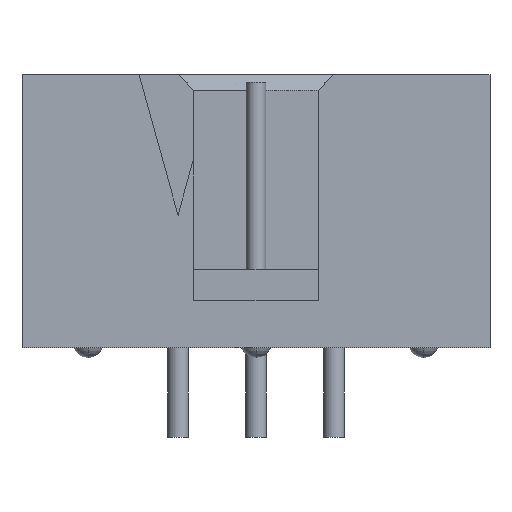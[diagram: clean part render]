
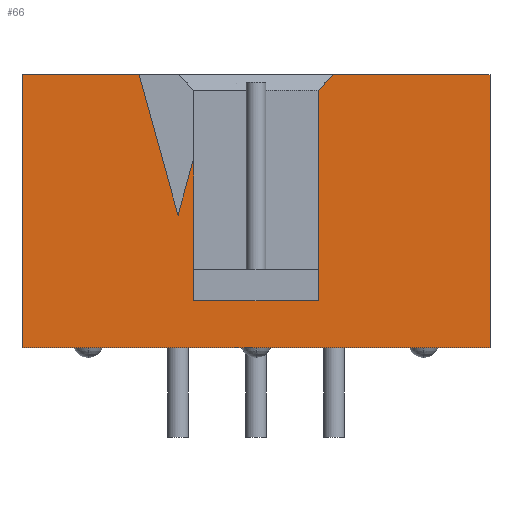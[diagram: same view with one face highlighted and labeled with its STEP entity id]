
A CAD part, front view. The second image highlights one B-rep face of the part: STEP entity #66.
In plain terms, the highlighted planar face has unit normal (0, -1, 0).
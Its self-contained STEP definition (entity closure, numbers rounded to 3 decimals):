
#66=ADVANCED_FACE('',(#176),#177,.T.);
#176=FACE_OUTER_BOUND('',#371,.T.);
#177=PLANE('',#372);
#371=EDGE_LOOP('',(#678,#679,#680,#681,#682,#683,#684,#685,#686,#687,#688));
#372=AXIS2_PLACEMENT_3D('',#689,#690,#691);
#678=ORIENTED_EDGE('',*,*,#1307,.T.);
#679=ORIENTED_EDGE('',*,*,#1316,.T.);
#680=ORIENTED_EDGE('',*,*,#1317,.F.);
#681=ORIENTED_EDGE('',*,*,#1318,.F.);
#682=ORIENTED_EDGE('',*,*,#1297,.T.);
#683=ORIENTED_EDGE('',*,*,#1319,.T.);
#684=ORIENTED_EDGE('',*,*,#1320,.F.);
#685=ORIENTED_EDGE('',*,*,#1321,.F.);
#686=ORIENTED_EDGE('',*,*,#1322,.T.);
#687=ORIENTED_EDGE('',*,*,#1323,.F.);
#688=ORIENTED_EDGE('',*,*,#1315,.F.);
#689=CARTESIAN_POINT('',(7.62,-4.445,0.0));
#690=DIRECTION('',(0.0,-1.0,0.0));
#691=DIRECTION('',(0.0,0.0,-1.0));
#1297=EDGE_CURVE('',#1585,#1583,#1586,.T.);
#1307=EDGE_CURVE('',#1605,#1603,#1606,.T.);
#1315=EDGE_CURVE('',#1605,#1617,#1619,.T.);
#1316=EDGE_CURVE('',#1603,#1620,#1621,.T.);
#1317=EDGE_CURVE('',#1622,#1620,#1623,.T.);
#1318=EDGE_CURVE('',#1585,#1622,#1624,.T.);
#1319=EDGE_CURVE('',#1583,#1625,#1626,.T.);
#1320=EDGE_CURVE('',#1627,#1625,#1628,.T.);
#1321=EDGE_CURVE('',#1629,#1627,#1630,.T.);
#1322=EDGE_CURVE('',#1629,#1631,#1632,.T.);
#1323=EDGE_CURVE('',#1617,#1631,#1633,.T.);
#1583=VERTEX_POINT('',#1973);
#1585=VERTEX_POINT('',#1976);
#1586=LINE('',#1977,#1978);
#1603=VERTEX_POINT('',#2000);
#1605=VERTEX_POINT('',#2003);
#1606=LINE('',#2004,#2005);
#1617=VERTEX_POINT('',#2022);
#1619=LINE('',#2025,#2026);
#1620=VERTEX_POINT('',#2027);
#1621=LINE('',#2028,#2029);
#1622=VERTEX_POINT('',#2030);
#1623=LINE('',#2031,#2032);
#1624=LINE('',#2033,#2034);
#1625=VERTEX_POINT('',#2035);
#1626=LINE('',#2036,#2037);
#1627=VERTEX_POINT('',#2038);
#1628=LINE('',#2039,#2040);
#1629=VERTEX_POINT('',#2041);
#1630=LINE('',#2042,#2043);
#1631=VERTEX_POINT('',#2044);
#1632=LINE('',#2045,#2046);
#1633=LINE('',#2047,#2048);
#1973=CARTESIAN_POINT('',(2.54,-4.445,0.0));
#1976=CARTESIAN_POINT('',(7.62,-4.445,0.0));
#1977=CARTESIAN_POINT('',(7.62,-4.445,0.0));
#1978=VECTOR('',#2471,5.08);
#2000=CARTESIAN_POINT('',(-7.62,-4.445,0.0));
#2003=CARTESIAN_POINT('',(-3.81,-4.445,0.0));
#2004=CARTESIAN_POINT('',(-3.81,-4.445,0.0));
#2005=VECTOR('',#2487,3.81);
#2022=CARTESIAN_POINT('',(-2.54,-4.445,-4.572));
#2025=CARTESIAN_POINT('',(-3.81,-4.445,0.0));
#2026=VECTOR('',#2495,4.745);
#2027=CARTESIAN_POINT('',(-7.62,-4.445,-8.89));
#2028=CARTESIAN_POINT('',(-7.62,-4.445,0.0));
#2029=VECTOR('',#2496,8.89);
#2030=CARTESIAN_POINT('',(7.62,-4.445,-8.89));
#2031=CARTESIAN_POINT('',(7.62,-4.445,-8.89));
#2032=VECTOR('',#2497,15.24);
#2033=CARTESIAN_POINT('',(7.62,-4.445,0.0));
#2034=VECTOR('',#2498,8.89);
#2035=CARTESIAN_POINT('',(2.032,-4.445,-0.508));
#2036=CARTESIAN_POINT('',(2.54,-4.445,0.0));
#2037=VECTOR('',#2499,0.718);
#2038=CARTESIAN_POINT('',(2.032,-4.445,-7.366));
#2039=CARTESIAN_POINT('',(2.032,-4.445,-7.366));
#2040=VECTOR('',#2500,6.858);
#2041=CARTESIAN_POINT('',(-2.032,-4.445,-7.366));
#2042=CARTESIAN_POINT('',(-2.032,-4.445,-7.366));
#2043=VECTOR('',#2501,4.064);
#2044=CARTESIAN_POINT('',(-2.032,-4.445,-2.743));
#2045=CARTESIAN_POINT('',(-2.032,-4.445,-7.366));
#2046=VECTOR('',#2502,4.623);
#2047=CARTESIAN_POINT('',(-2.54,-4.445,-4.572));
#2048=VECTOR('',#2503,1.898);
#2471=DIRECTION('',(-1.0,0.0,0.0));
#2487=DIRECTION('',(-1.0,0.0,0.0));
#2495=DIRECTION('',(0.268,0.0,-0.964));
#2496=DIRECTION('',(0.0,0.0,-1.0));
#2497=DIRECTION('',(-1.0,0.0,0.0));
#2498=DIRECTION('',(0.0,0.0,-1.0));
#2499=DIRECTION('',(-0.707,0.0,-0.707));
#2500=DIRECTION('',(0.0,0.0,1.0));
#2501=DIRECTION('',(1.0,0.0,0.0));
#2502=DIRECTION('',(0.0,0.0,1.0));
#2503=DIRECTION('',(0.268,0.0,0.964));
